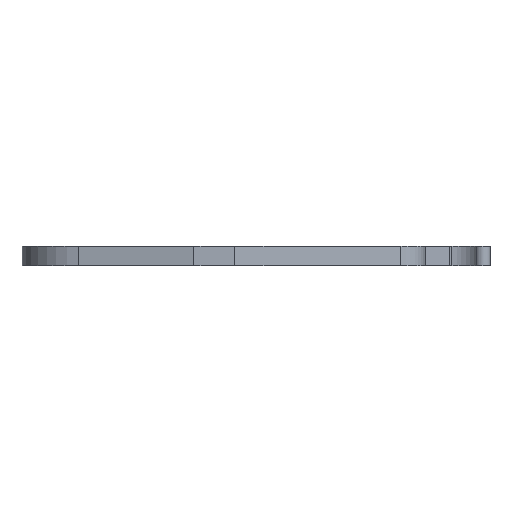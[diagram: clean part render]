
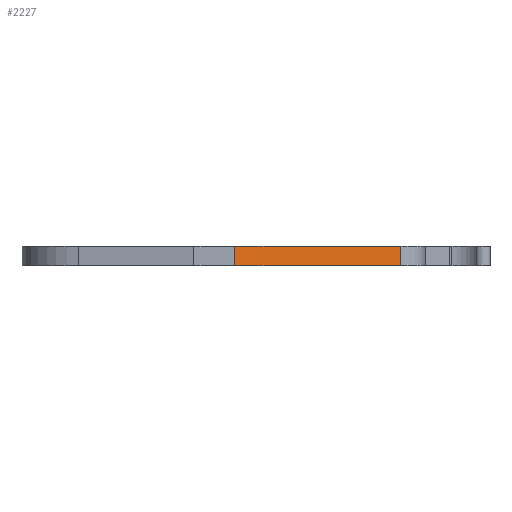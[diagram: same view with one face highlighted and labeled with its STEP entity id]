
A CAD part, left-side view. The second image highlights one B-rep face of the part: STEP entity #2227.
In plain terms, the highlighted planar face has unit normal (-0.984, -0.176, 0).
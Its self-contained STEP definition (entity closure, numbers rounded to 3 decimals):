
#26 = ORIENTED_EDGE ( 'NONE', *, *, #1863, .T. ) ;
#450 = VERTEX_POINT ( 'NONE', #1794 ) ;
#507 = CARTESIAN_POINT ( 'NONE',  ( -38.764, 2.448, 2. ) ) ;
#533 = VERTEX_POINT ( 'NONE', #1760 ) ;
#803 = VERTEX_POINT ( 'NONE', #1727 ) ;
#859 = VECTOR ( 'NONE', #2272, 1000. ) ;
#969 = FACE_OUTER_BOUND ( 'NONE', #2171, .T. ) ;
#998 = LINE ( 'NONE', #2269, #859 ) ;
#1049 = LINE ( 'NONE', #1203, #1204 ) ;
#1203 = CARTESIAN_POINT ( 'NONE',  ( -35.741, -14.468, -86.042 ) ) ;
#1204 = VECTOR ( 'NONE', #1628, 1000. ) ;
#1334 = DIRECTION ( 'NONE',  ( 0.176, -0.984, 0. ) ) ;
#1343 = DIRECTION ( 'NONE',  ( -0.984, -0.176, 0. ) ) ;
#1433 = EDGE_CURVE ( 'NONE', #803, #450, #2053, .T. ) ;
#1492 = CARTESIAN_POINT ( 'NONE',  ( -38.764, 2.448, -86.042 ) ) ;
#1497 = CARTESIAN_POINT ( 'NONE',  ( -38.764, 2.448, 0. ) ) ;
#1619 = DIRECTION ( 'NONE',  ( 0.176, -0.984, 0. ) ) ;
#1628 = DIRECTION ( 'NONE',  ( 0., 0., 1. ) ) ;
#1701 = VECTOR ( 'NONE', #2174, 1000. ) ;
#1727 = CARTESIAN_POINT ( 'NONE',  ( -38.764, 2.448, 0. ) ) ;
#1760 = CARTESIAN_POINT ( 'NONE',  ( -35.741, -14.468, 2. ) ) ;
#1762 = AXIS2_PLACEMENT_3D ( 'NONE', #1492, #1343, #1334 ) ;
#1790 = EDGE_CURVE ( 'NONE', #2320, #803, #998, .T. ) ;
#1793 = EDGE_CURVE ( 'NONE', #2320, #533, #2098, .T. ) ;
#1794 = CARTESIAN_POINT ( 'NONE',  ( -35.741, -14.468, 0. ) ) ;
#1858 = VECTOR ( 'NONE', #1619, 1000. ) ;
#1863 = EDGE_CURVE ( 'NONE', #450, #533, #1049, .T. ) ;
#1933 = PLANE ( 'NONE',  #1762 ) ;
#2053 = LINE ( 'NONE', #1497, #1858 ) ;
#2098 = LINE ( 'NONE', #2182, #1701 ) ;
#2171 = EDGE_LOOP ( 'NONE', ( #2190, #2262, #2212, #26 ) ) ;
#2174 = DIRECTION ( 'NONE',  ( 0.176, -0.984, 0. ) ) ;
#2182 = CARTESIAN_POINT ( 'NONE',  ( -38.764, 2.448, 2. ) ) ;
#2190 = ORIENTED_EDGE ( 'NONE', *, *, #1793, .F. ) ;
#2212 = ORIENTED_EDGE ( 'NONE', *, *, #1433, .T. ) ;
#2227 = ADVANCED_FACE ( 'NONE', ( #969 ), #1933, .T. ) ;
#2262 = ORIENTED_EDGE ( 'NONE', *, *, #1790, .T. ) ;
#2269 = CARTESIAN_POINT ( 'NONE',  ( -38.764, 2.448, -86.042 ) ) ;
#2272 = DIRECTION ( 'NONE',  ( 0., 0., -1. ) ) ;
#2320 = VERTEX_POINT ( 'NONE', #507 ) ;
